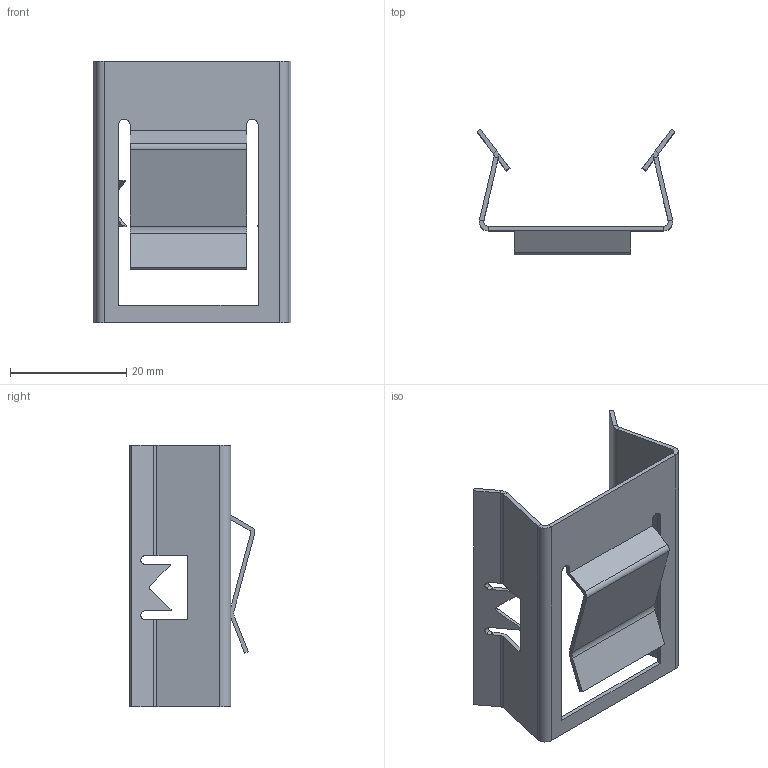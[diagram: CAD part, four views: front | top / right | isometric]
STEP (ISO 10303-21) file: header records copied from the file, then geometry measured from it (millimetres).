
FILE_DESCRIPTION (( 'STEP AP214' ), '1' );
FILE_NAME ('0026918.step', '2023-02-16T11:40:40', ( '' ), ( '' ), 'SwSTEP 2.0', 'SolidWorks 2020', '' );
FILE_SCHEMA (( 'AUTOMOTIVE_DESIGN' ));
Length unit declared in the file: millimetre
Products named in the file (1): 0026918
Bounding box: 34 x 21.61 x 45 mm (x, y, z)
Volume: 2009.9 mm3; surface area: 5835.1 mm2
Topology: 1 solids, 1 shells, 91 faces, 247 edges, 154 vertices
Faces by surface type: plane 56, cylinder 35
Entity records: 2865 total; most frequent: CARTESIAN_POINT 541, ORIENTED_EDGE 494, DIRECTION 469, EDGE_CURVE 247, VECTOR 177, LINE 177, VERTEX_POINT 154, AXIS2_PLACEMENT_3D 146
